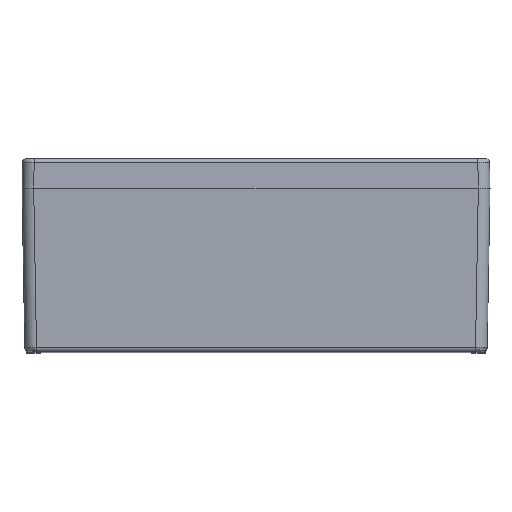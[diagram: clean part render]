
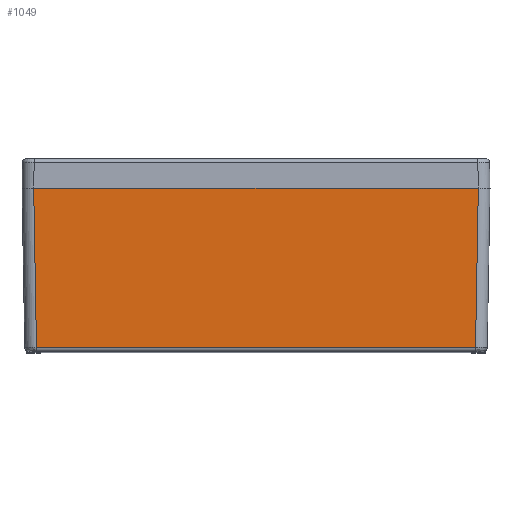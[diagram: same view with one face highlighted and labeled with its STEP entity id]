
A CAD part, top view. The second image highlights one B-rep face of the part: STEP entity #1049.
In plain terms, the highlighted planar face has unit normal (0, -0.018, 1).
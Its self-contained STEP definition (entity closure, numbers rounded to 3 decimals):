
#200=FACE_OUTER_BOUND('',#266,.T.);
#266=EDGE_LOOP('',(#851,#852,#853,#854));
#334=LINE('',#2140,#392);
#348=LINE('',#2633,#406);
#357=LINE('',#2825,#415);
#358=LINE('',#2827,#416);
#392=VECTOR('',#1287,380.003);
#406=VECTOR('',#1357,375.253);
#415=VECTOR('',#1390,136.111);
#416=VECTOR('',#1393,136.111);
#454=VERTEX_POINT('',#2134);
#455=VERTEX_POINT('',#2138);
#483=VERTEX_POINT('',#2619);
#484=VERTEX_POINT('',#2632);
#563=EDGE_CURVE('',#455,#454,#334,.T.);
#602=EDGE_CURVE('',#483,#484,#348,.T.);
#621=EDGE_CURVE('',#454,#483,#357,.T.);
#622=EDGE_CURVE('',#455,#484,#358,.T.);
#851=ORIENTED_EDGE('',*,*,#602,.F.);
#852=ORIENTED_EDGE('',*,*,#621,.F.);
#853=ORIENTED_EDGE('',*,*,#563,.F.);
#854=ORIENTED_EDGE('',*,*,#622,.T.);
#956=PLANE('',#1159);
#1049=ADVANCED_FACE('',(#200),#956,.T.);
#1159=AXIS2_PLACEMENT_3D('',#2826,#1391,#1392);
#1287=DIRECTION('',(1.,0.,0.));
#1357=DIRECTION('',(-1.,0.,0.));
#1390=DIRECTION('',(-0.017,-1.,-0.017));
#1391=DIRECTION('center_axis',(0.,-0.017,1.));
#1392=DIRECTION('ref_axis',(1.,0.,0.));
#1393=DIRECTION('',(0.017,-1.,-0.017));
#2134=CARTESIAN_POINT('',(190.002,0.,202.5));
#2138=CARTESIAN_POINT('',(-190.002,0.,202.5));
#2140=CARTESIAN_POINT('',(-190.002,0.,202.5));
#2619=CARTESIAN_POINT('',(187.626,-136.07,200.125));
#2632=CARTESIAN_POINT('',(-187.626,-136.07,200.125));
#2633=CARTESIAN_POINT('',(187.626,-136.07,200.125));
#2825=CARTESIAN_POINT('',(190.002,0.,202.5));
#2826=CARTESIAN_POINT('Origin',(-208.042,0.,202.5));
#2827=CARTESIAN_POINT('',(-190.002,0.,202.5));
